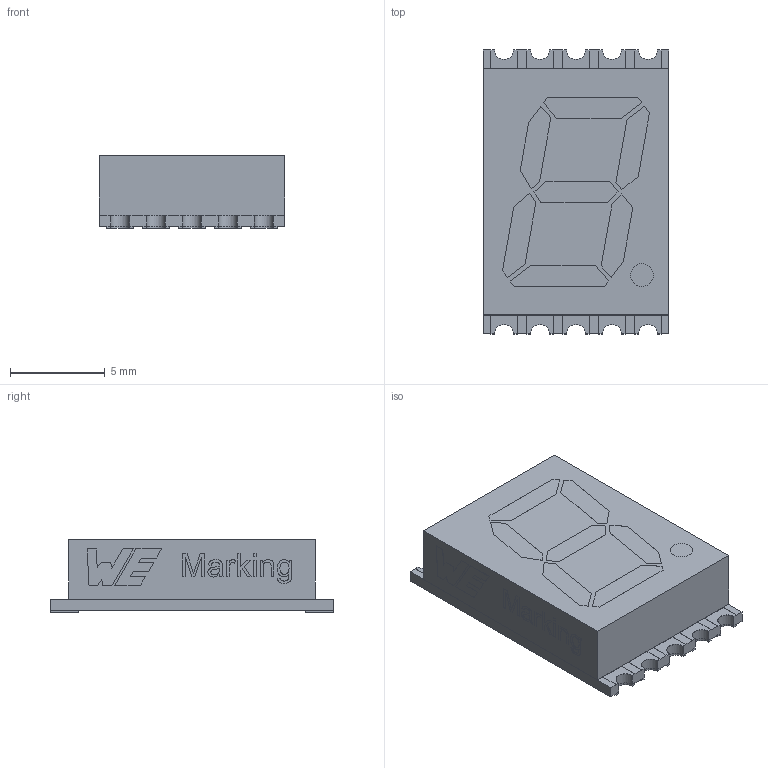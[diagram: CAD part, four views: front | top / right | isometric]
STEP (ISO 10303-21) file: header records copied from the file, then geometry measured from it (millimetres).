
FILE_DESCRIPTION( ( 'Unknown' ), '1' );
FILE_NAME( '157121x12x00.stp', 'Unknown', ( 'Unknown' ), ( 'Unknown' ), 'PSStep 21.0.46', 'Unknown', ' ' );
FILE_SCHEMA( ( 'AUTOMOTIVE_DESIGN { 1 0 10303 214 1 1 1 1 }' ) );
Length unit declared in the file: millimetre
Products named in the file (23): Assem1; PCB; Pins; Chip
Assembly tree (22 placements, depth 2):
  Assem1
    PCB
    Pins
    Pins
    Pins
    Pins
    Pins
    Pins
    Pins
    Pins
    Pins
    Pins
    Pins
    Pins
    Pins
    Pins
    Pins
    Pins
    Pins
    Pins
    Pins
    Pins
    Chip
Bounding box: 9.8 x 15 x 3.85 mm (x, y, z)
Volume: 488.7 mm3; surface area: 780.6 mm2
Topology: 22 solids, 22 shells, 440 faces, 1113 edges, 742 vertices
Faces by surface type: plane 386, cylinder 33, extrusion 21
Full cylindrical faces by diameter (mm): 1.2 x1, 1.45 x1, 1.65 x1
Entity records: 17778 total; most frequent: CARTESIAN_POINT 3511, ORIENTED_EDGE 2216, DIRECTION 1933, EDGE_CURVE 1108, VECTOR 917, LINE 896, VERTEX_POINT 742, AXIS2_PLACEMENT_3D 508
